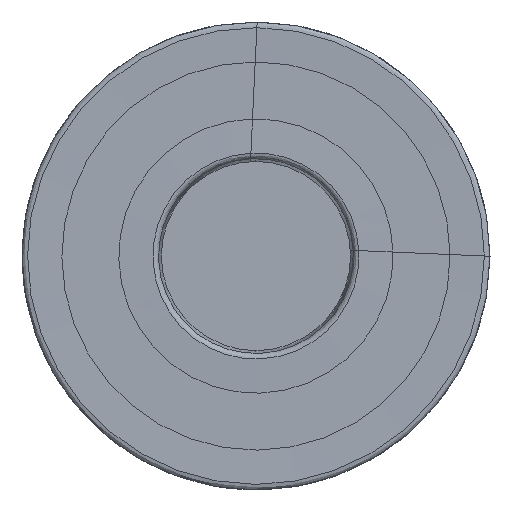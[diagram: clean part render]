
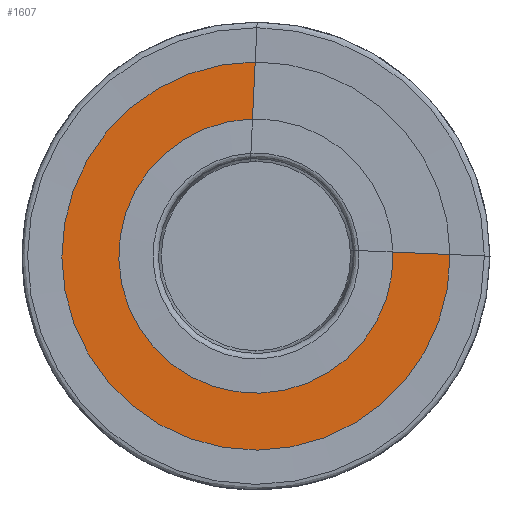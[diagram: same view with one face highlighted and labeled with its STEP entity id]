
A CAD part, left-side view. The second image highlights one B-rep face of the part: STEP entity #1607.
In plain terms, the highlighted planar face has unit normal (-1, 0, 0).
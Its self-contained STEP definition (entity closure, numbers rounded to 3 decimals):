
#17 = EDGE_CURVE ( 'NONE', #404, #436, #2734, .T. ) ;
#120 = ORIENTED_EDGE ( 'NONE', *, *, #1211, .F. ) ;
#153 = DIRECTION ( 'NONE',  ( 1., 0., 0. ) ) ;
#168 = DIRECTION ( 'NONE',  ( 0., 0., -1. ) ) ;
#404 = VERTEX_POINT ( 'NONE', #2101 ) ;
#433 = DIRECTION ( 'NONE',  ( 1., 0., 0. ) ) ;
#436 = VERTEX_POINT ( 'NONE', #2577 ) ;
#444 = CARTESIAN_POINT ( 'NONE',  ( 0.058, -9.665, 0.281 ) ) ;
#565 = ORIENTED_EDGE ( 'NONE', *, *, #17, .T. ) ;
#688 = DIRECTION ( 'NONE',  ( 0., -0.999, -0.044 ) ) ;
#792 = DIRECTION ( 'NONE',  ( 0., -1., 0.029 ) ) ;
#816 = ORIENTED_EDGE ( 'NONE', *, *, #1495, .T. ) ;
#938 = CIRCLE ( 'NONE', #1988, 9.669 ) ;
#1025 = DIRECTION ( 'NONE',  ( 1., 0., 0. ) ) ;
#1036 = CARTESIAN_POINT ( 'NONE',  ( 0.058, -9.665, 0.281 ) ) ;
#1122 = AXIS2_PLACEMENT_3D ( 'NONE', #1297, #433, #1742 ) ;
#1157 = CIRCLE ( 'NONE', #1122, 13.685 ) ;
#1202 = VERTEX_POINT ( 'NONE', #1948 ) ;
#1211 = EDGE_CURVE ( 'NONE', #1202, #436, #1157, .T. ) ;
#1281 = EDGE_CURVE ( 'NONE', #1690, #1202, #2294, .T. ) ;
#1297 = CARTESIAN_POINT ( 'NONE',  ( 0.058, 0., 0. ) ) ;
#1432 = VECTOR ( 'NONE', #688, 1000. ) ;
#1495 = EDGE_CURVE ( 'NONE', #1690, #404, #938, .T. ) ;
#1607 = ADVANCED_FACE ( 'NONE', ( #2659 ), #2739, .F. ) ;
#1643 = CARTESIAN_POINT ( 'NONE',  ( 0.058, 0.242, 9.666 ) ) ;
#1690 = VERTEX_POINT ( 'NONE', #2004 ) ;
#1742 = DIRECTION ( 'NONE',  ( 0., -1., 0.008 ) ) ;
#1911 = CARTESIAN_POINT ( 'NONE',  ( 0.058, 0., 0. ) ) ;
#1920 = EDGE_LOOP ( 'NONE', ( #120, #2567, #816, #565 ) ) ;
#1948 = CARTESIAN_POINT ( 'NONE',  ( 0.058, -13.685, 0.105 ) ) ;
#1988 = AXIS2_PLACEMENT_3D ( 'NONE', #1911, #1025, #792 ) ;
#2004 = CARTESIAN_POINT ( 'NONE',  ( 0.058, -9.665, 0.281 ) ) ;
#2078 = DIRECTION ( 'NONE',  ( 0., -0.048, 0.999 ) ) ;
#2101 = CARTESIAN_POINT ( 'NONE',  ( 0.058, 0.242, 9.666 ) ) ;
#2167 = VECTOR ( 'NONE', #2078, 1000. ) ;
#2234 = AXIS2_PLACEMENT_3D ( 'NONE', #1036, #153, #168 ) ;
#2294 = LINE ( 'NONE', #444, #1432 ) ;
#2567 = ORIENTED_EDGE ( 'NONE', *, *, #1281, .F. ) ;
#2577 = CARTESIAN_POINT ( 'NONE',  ( 0.058, 0.051, 13.685 ) ) ;
#2659 = FACE_OUTER_BOUND ( 'NONE', #1920, .T. ) ;
#2734 = LINE ( 'NONE', #1643, #2167 ) ;
#2739 = PLANE ( 'NONE',  #2234 ) ;
